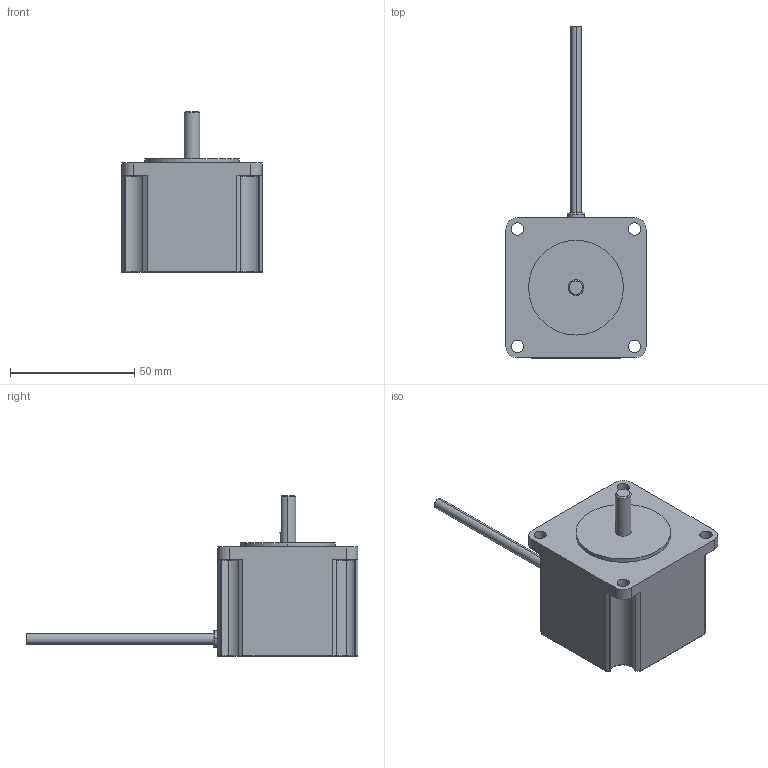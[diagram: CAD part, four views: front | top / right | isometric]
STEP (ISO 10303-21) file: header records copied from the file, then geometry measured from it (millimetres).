
FILE_DESCRIPTION (( 'STEP AP214' ), '1' );
FILE_NAME ('STP-MTRAC-23044 from HT23-552-CAA r1.STEP', '2019-08-19T23:10:38', ( '' ), ( '' ), 'SwSTEP 2.0', 'SolidWorks 2017', '' );
FILE_SCHEMA (( 'AUTOMOTIVE_DESIGN' ));
Length unit declared in the file: inch
Products named in the file (1): STP-MTRAC-23044 from HT23-552-CAA  r1
Bounding box: 56.4 x 133.5 x 64.65 mm (x, y, z)
Volume: 130207.1 mm3; surface area: 17869.1 mm2
Topology: 1 solids, 5 shells, 133 faces, 327 edges, 204 vertices
Faces by surface type: cylinder 56, torus 24, plane 24, bspline 16, sphere 10, cone 3
Entity records: 6826 total; most frequent: CARTESIAN_POINT 3745, ORIENTED_EDGE 638, DIRECTION 636, EDGE_CURVE 319, AXIS2_PLACEMENT_3D 275, VERTEX_POINT 200, CIRCLE 157, EDGE_LOOP 145
